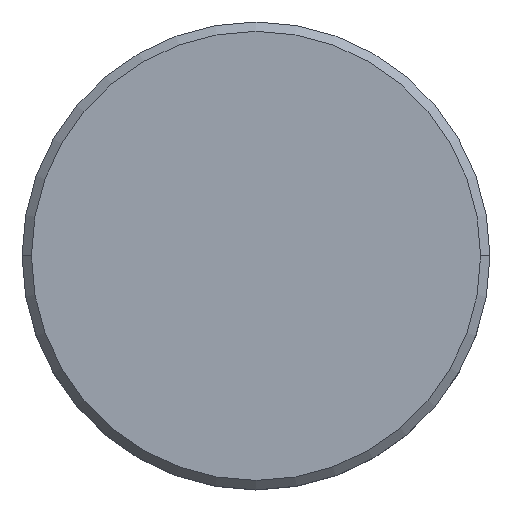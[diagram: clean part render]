
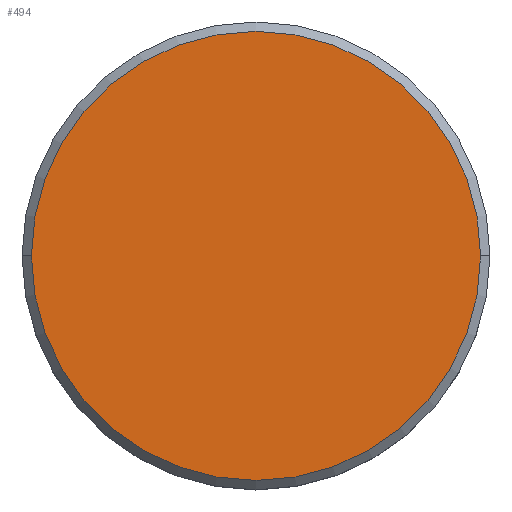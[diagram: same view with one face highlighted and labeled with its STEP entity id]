
A CAD part, top view. The second image highlights one B-rep face of the part: STEP entity #494.
In plain terms, the highlighted planar face has unit normal (0, 0, 1).
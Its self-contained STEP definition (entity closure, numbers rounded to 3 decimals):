
#10 = DIRECTION ( 'NONE',  ( 1., 0., 0. ) ) ;
#85 = EDGE_LOOP ( 'NONE', ( #487, #763 ) ) ;
#114 = DIRECTION ( 'NONE',  ( 1., 0., 0. ) ) ;
#119 = CARTESIAN_POINT ( 'NONE',  ( 0., 0., 0. ) ) ;
#350 = DIRECTION ( 'NONE',  ( 1., 0., 0. ) ) ;
#388 = EDGE_CURVE ( 'NONE', #769, #751, #683, .T. ) ;
#459 = DIRECTION ( 'NONE',  ( 0., 0., 1. ) ) ;
#461 = EDGE_CURVE ( 'NONE', #751, #769, #968, .T. ) ;
#464 = CARTESIAN_POINT ( 'NONE',  ( 0., 0., 0. ) ) ;
#486 = AXIS2_PLACEMENT_3D ( 'NONE', #119, #459, #10 ) ;
#487 = ORIENTED_EDGE ( 'NONE', *, *, #461, .T. ) ;
#494 = ADVANCED_FACE ( 'NONE', ( #552 ), #563, .T. ) ;
#537 = CARTESIAN_POINT ( 'NONE',  ( -12., 0., 0. ) ) ;
#552 = FACE_OUTER_BOUND ( 'NONE', #85, .T. ) ;
#563 = PLANE ( 'NONE',  #486 ) ;
#619 = CARTESIAN_POINT ( 'NONE',  ( 0., 0., 0. ) ) ;
#664 = AXIS2_PLACEMENT_3D ( 'NONE', #619, #1174, #350 ) ;
#683 = CIRCLE ( 'NONE', #664, 12. ) ;
#751 = VERTEX_POINT ( 'NONE', #537 ) ;
#763 = ORIENTED_EDGE ( 'NONE', *, *, #388, .T. ) ;
#769 = VERTEX_POINT ( 'NONE', #905 ) ;
#827 = DIRECTION ( 'NONE',  ( 0., 0., 1. ) ) ;
#905 = CARTESIAN_POINT ( 'NONE',  ( 12., 0., 0. ) ) ;
#968 = CIRCLE ( 'NONE', #1021, 12. ) ;
#1021 = AXIS2_PLACEMENT_3D ( 'NONE', #464, #827, #114 ) ;
#1174 = DIRECTION ( 'NONE',  ( 0., 0., 1. ) ) ;
